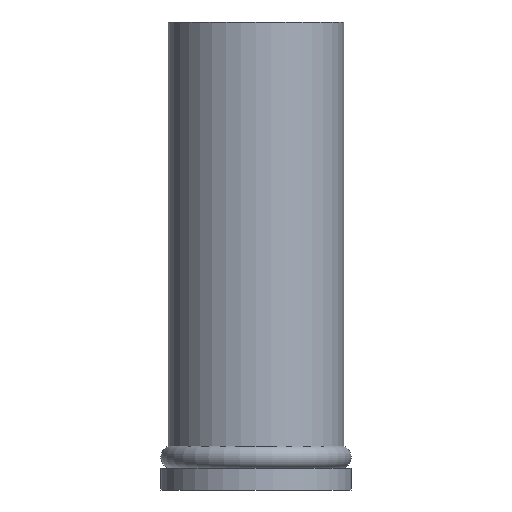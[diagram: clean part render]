
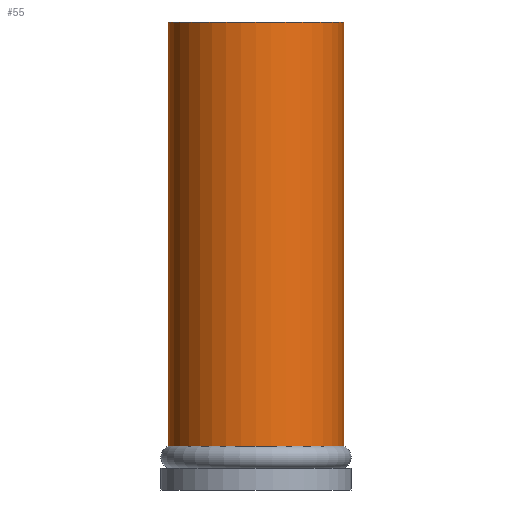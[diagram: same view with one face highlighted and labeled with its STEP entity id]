
A CAD part, front view. The second image highlights one B-rep face of the part: STEP entity #55.
In plain terms, the highlighted cylindrical face has radius 6 mm (diameter 12 mm), a full revolution.
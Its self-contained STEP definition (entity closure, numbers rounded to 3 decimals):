
#41=EDGE_CURVE('240[2]',#96,#96,#97,.T.);
#55=ADVANCED_FACE('240[2]',(#116,#117),#118,.T.);
#75=EDGE_CURVE('240[2]',#149,#149,#150,.T.);
#96=VERTEX_POINT('',#163);
#97=CIRCLE('',#164,6.0);
#116=FACE_BOUND('',#187,.T.);
#117=FACE_BOUND('',#188,.T.);
#118=CYLINDRICAL_SURFACE('',#189,6.0);
#149=VERTEX_POINT('',#228);
#150=CIRCLE('',#229,6.0);
#163=CARTESIAN_POINT('',(0.,6.0,1.5));
#164=AXIS2_PLACEMENT_3D('',#234,#235,#236);
#187=EDGE_LOOP('',(#254));
#188=EDGE_LOOP('',(#255));
#189=AXIS2_PLACEMENT_3D('',#256,#257,#258);
#228=CARTESIAN_POINT('',(0.,6.0,30.5));
#229=AXIS2_PLACEMENT_3D('',#292,#293,#294);
#234=CARTESIAN_POINT('',(0.,0.,1.5));
#235=DIRECTION('',(0.,0.,-1.0));
#236=DIRECTION('',(0.,1.0,0.));
#254=ORIENTED_EDGE('',*,*,#41,.F.);
#255=ORIENTED_EDGE('',*,*,#75,.T.);
#256=CARTESIAN_POINT('',(0.,0.,16.0));
#257=DIRECTION('',(0.,0.,-1.0));
#258=DIRECTION('',(0.,1.0,0.));
#292=CARTESIAN_POINT('',(0.,0.,30.5));
#293=DIRECTION('',(0.,0.,-1.0));
#294=DIRECTION('',(0.,1.0,0.));
